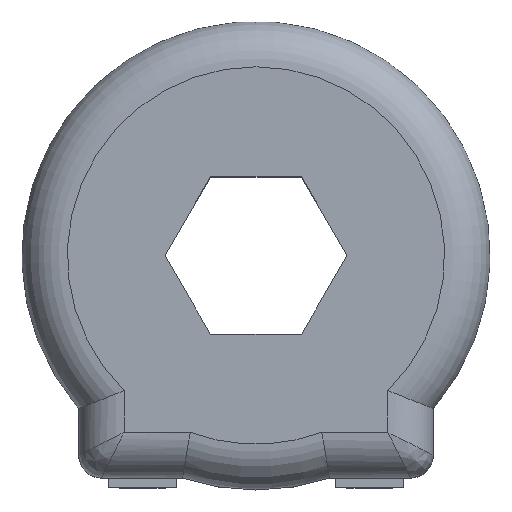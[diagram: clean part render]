
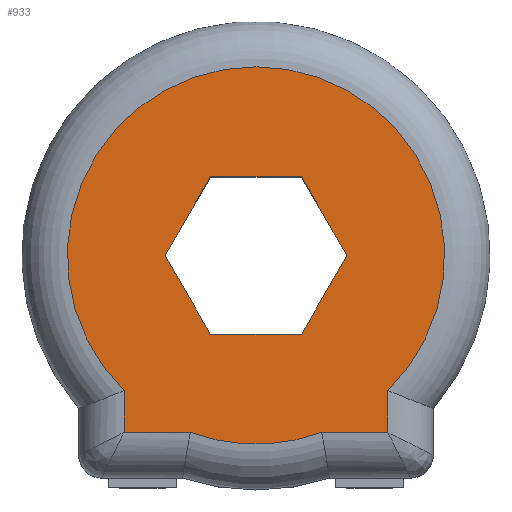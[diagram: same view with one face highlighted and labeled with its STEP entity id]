
A CAD part, top view. The second image highlights one B-rep face of the part: STEP entity #933.
In plain terms, the highlighted planar face has unit normal (0, 0, 1).
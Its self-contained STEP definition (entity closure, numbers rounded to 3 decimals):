
#13=FACE_BOUND('',#150,.T.);
#35=CIRCLE('',#1000,4.15);
#37=CIRCLE('',#1005,4.15);
#95=FACE_OUTER_BOUND('',#149,.T.);
#149=EDGE_LOOP('',(#783,#784,#785,#786,#787,#788));
#150=EDGE_LOOP('',(#789,#790,#791,#792,#793,#794));
#235=LINE('',#1497,#345);
#238=LINE('',#1535,#348);
#239=LINE('',#1538,#349);
#242=LINE('',#1576,#352);
#250=LINE('',#1598,#360);
#251=LINE('',#1600,#361);
#252=LINE('',#1602,#362);
#253=LINE('',#1604,#363);
#254=LINE('',#1606,#364);
#255=LINE('',#1607,#365);
#345=VECTOR('',#1176,10.);
#348=VECTOR('',#1187,10.);
#349=VECTOR('',#1190,10.);
#352=VECTOR('',#1201,10.);
#360=VECTOR('',#1223,10.);
#361=VECTOR('',#1224,10.);
#362=VECTOR('',#1225,10.);
#363=VECTOR('',#1226,10.);
#364=VECTOR('',#1227,10.);
#365=VECTOR('',#1228,10.);
#433=VERTEX_POINT('',#1456);
#436=VERTEX_POINT('',#1492);
#437=VERTEX_POINT('',#1496);
#439=VERTEX_POINT('',#1515);
#441=VERTEX_POINT('',#1537);
#443=VERTEX_POINT('',#1556);
#450=VERTEX_POINT('',#1596);
#451=VERTEX_POINT('',#1597);
#452=VERTEX_POINT('',#1599);
#453=VERTEX_POINT('',#1601);
#454=VERTEX_POINT('',#1603);
#455=VERTEX_POINT('',#1605);
#543=EDGE_CURVE('',#433,#437,#235,.T.);
#546=EDGE_CURVE('',#437,#439,#35,.T.);
#550=EDGE_CURVE('',#439,#436,#238,.T.);
#551=EDGE_CURVE('',#436,#441,#239,.T.);
#554=EDGE_CURVE('',#441,#443,#37,.T.);
#558=EDGE_CURVE('',#443,#433,#242,.T.);
#568=EDGE_CURVE('',#450,#451,#250,.T.);
#569=EDGE_CURVE('',#451,#452,#251,.T.);
#570=EDGE_CURVE('',#452,#453,#252,.T.);
#571=EDGE_CURVE('',#453,#454,#253,.T.);
#572=EDGE_CURVE('',#454,#455,#254,.T.);
#573=EDGE_CURVE('',#455,#450,#255,.T.);
#783=ORIENTED_EDGE('',*,*,#543,.F.);
#784=ORIENTED_EDGE('',*,*,#558,.F.);
#785=ORIENTED_EDGE('',*,*,#554,.F.);
#786=ORIENTED_EDGE('',*,*,#551,.F.);
#787=ORIENTED_EDGE('',*,*,#550,.F.);
#788=ORIENTED_EDGE('',*,*,#546,.F.);
#789=ORIENTED_EDGE('',*,*,#568,.T.);
#790=ORIENTED_EDGE('',*,*,#569,.T.);
#791=ORIENTED_EDGE('',*,*,#570,.T.);
#792=ORIENTED_EDGE('',*,*,#571,.T.);
#793=ORIENTED_EDGE('',*,*,#572,.T.);
#794=ORIENTED_EDGE('',*,*,#573,.T.);
#881=PLANE('',#1014);
#933=ADVANCED_FACE('',(#95,#13),#881,.T.);
#1000=AXIS2_PLACEMENT_3D('',#1516,#1180,#1181);
#1005=AXIS2_PLACEMENT_3D('',#1557,#1194,#1195);
#1014=AXIS2_PLACEMENT_3D('',#1595,#1221,#1222);
#1176=DIRECTION('',(0.,1.,0.));
#1180=DIRECTION('center_axis',(0.,0.,-1.));
#1181=DIRECTION('ref_axis',(0.,1.,0.));
#1187=DIRECTION('',(0.,-1.,0.));
#1190=DIRECTION('',(-1.,0.,0.));
#1194=DIRECTION('center_axis',(0.,0.,-1.));
#1195=DIRECTION('ref_axis',(0.,-1.,0.));
#1201=DIRECTION('',(-1.,0.,0.));
#1221=DIRECTION('center_axis',(0.,0.,1.));
#1222=DIRECTION('ref_axis',(1.,0.,0.));
#1223=DIRECTION('',(-0.5,0.866,0.));
#1224=DIRECTION('',(0.5,0.866,0.));
#1225=DIRECTION('',(1.,0.,0.));
#1226=DIRECTION('',(0.5,-0.866,0.));
#1227=DIRECTION('',(-0.5,-0.866,0.));
#1228=DIRECTION('',(-1.,0.,0.));
#1456=CARTESIAN_POINT('',(-2.9,-3.89,6.));
#1492=CARTESIAN_POINT('',(2.9,-3.89,6.));
#1496=CARTESIAN_POINT('',(-2.9,-2.969,6.));
#1497=CARTESIAN_POINT('',(-2.9,-2.195,6.));
#1515=CARTESIAN_POINT('',(2.9,-2.969,6.));
#1516=CARTESIAN_POINT('Origin',(0.,0.,6.));
#1535=CARTESIAN_POINT('',(2.9,-1.682,6.));
#1537=CARTESIAN_POINT('',(1.446,-3.89,6.));
#1538=CARTESIAN_POINT('',(1.7,-3.89,6.));
#1556=CARTESIAN_POINT('',(-1.446,-3.89,6.));
#1557=CARTESIAN_POINT('Origin',(0.,0.,6.));
#1576=CARTESIAN_POINT('',(-0.808,-3.89,6.));
#1595=CARTESIAN_POINT('Origin',(0.,0.,6.));
#1596=CARTESIAN_POINT('',(-1.,-1.732,6.));
#1597=CARTESIAN_POINT('',(-2.,0.,6.));
#1598=CARTESIAN_POINT('',(-1.25,-1.299,6.));
#1599=CARTESIAN_POINT('',(-1.,1.732,6.));
#1600=CARTESIAN_POINT('',(-1.75,0.433,6.));
#1601=CARTESIAN_POINT('',(1.,1.732,6.));
#1602=CARTESIAN_POINT('',(-0.5,1.732,6.));
#1603=CARTESIAN_POINT('',(2.,0.,6.));
#1604=CARTESIAN_POINT('',(1.25,1.299,6.));
#1605=CARTESIAN_POINT('',(1.,-1.732,6.));
#1606=CARTESIAN_POINT('',(1.75,-0.433,6.));
#1607=CARTESIAN_POINT('',(0.5,-1.732,6.));
